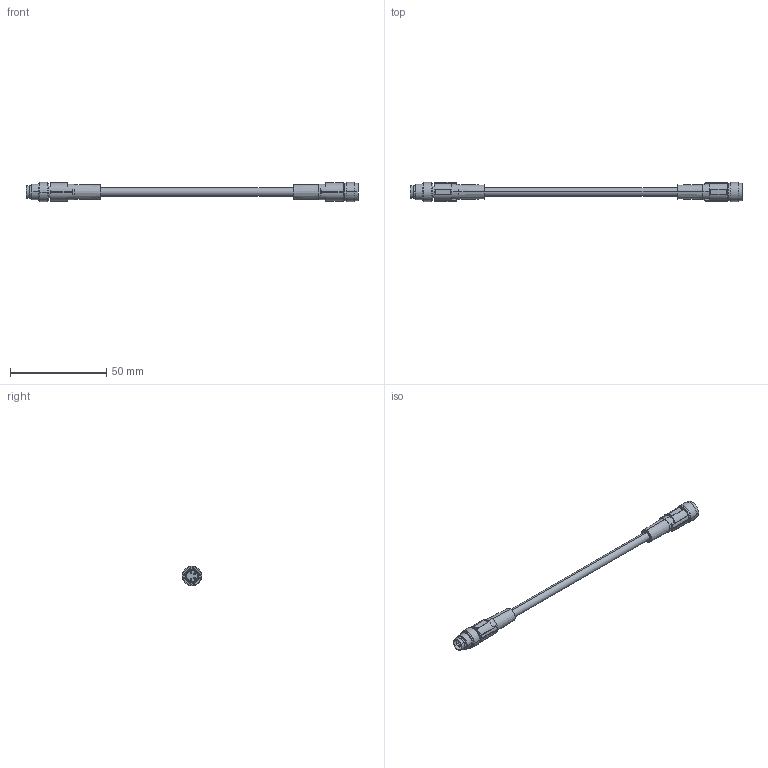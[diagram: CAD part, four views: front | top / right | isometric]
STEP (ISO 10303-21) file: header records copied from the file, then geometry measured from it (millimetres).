
FILE_DESCRIPTION(('SolidDesigner STEP Export'),'2;1');
FILE_NAME('1415556_SAC_4P_M8MS_0.3_PVC_M8FS-select.stp','2015-02-05T 8:48:52',(''),(''),'Creo Elements/Direct Modeling STEP processor for AP214 (Solid Model)','Creo Elements/Direct Modeling 18.1B 29-Sep-2012 (C) Parametric Technology GmbH','');
FILE_SCHEMA(('AUTOMOTIVE_DESIGN { 1 0 10303 214 1 1 1 1 }'));
Length unit declared in the file: millimetre
Products named in the file (2): 1415556_SAC_4P_M8MS_0.3_PVC_M8FS-select
Assembly tree (1 placements, depth 2):
  1415556_SAC_4P_M8MS_0.3_PVC_M8FS-select
    1415556_SAC_4P_M8MS_0.3_PVC_M8FS-select
Bounding box: 172.4 x 10 x 10 mm (x, y, z)
Volume: 5400 mm3; surface area: 4239.9 mm2
Topology: 1 solids, 1 shells, 172 faces, 422 edges, 280 vertices
Faces by surface type: cylinder 87, plane 75, cone 10
Entity records: 7293 total; most frequent: CARTESIAN_POINT 2004, ORIENTED_EDGE 844, DIRECTION 752, EDGE_CURVE 422, AXIS2_PLACEMENT_3D 284, VERTEX_POINT 280, EDGE_LOOP 200, VECTOR 184
